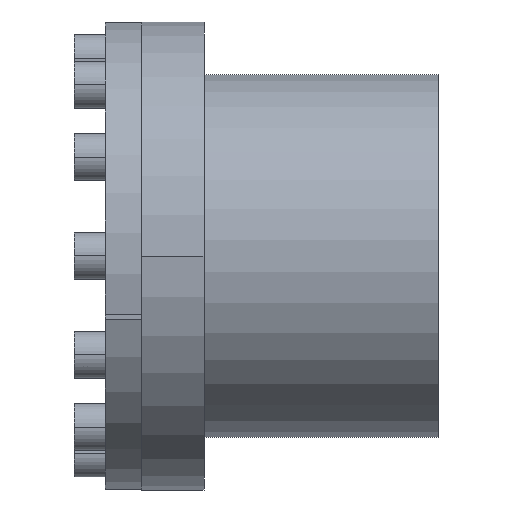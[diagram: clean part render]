
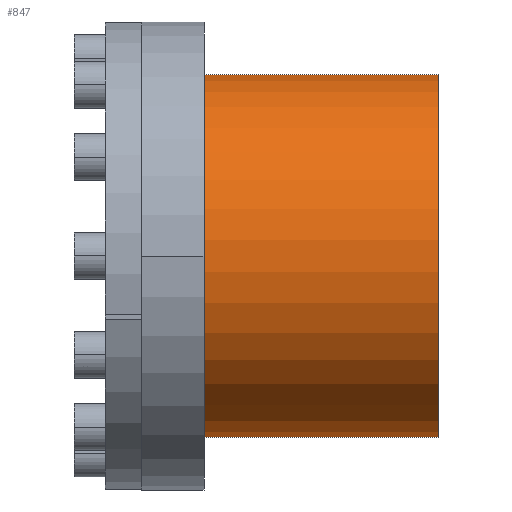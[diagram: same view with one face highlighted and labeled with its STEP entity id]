
A CAD part, front view. The second image highlights one B-rep face of the part: STEP entity #847.
In plain terms, the highlighted cylindrical face has radius 70 mm (diameter 140 mm), a partial arc.
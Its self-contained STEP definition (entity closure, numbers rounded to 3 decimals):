
#263=DIRECTION('',(1.,0.,0.));
#264=VECTOR('',#263,90.);
#265=CARTESIAN_POINT('',(18.5,-67.349,-19.081));
#266=LINE('',#265,#264);
#278=CARTESIAN_POINT('',(18.5,0.,0.));
#279=DIRECTION('',(-1.,0.,0.));
#280=DIRECTION('',(0.,-0.97,-0.245));
#281=AXIS2_PLACEMENT_3D('',#278,#279,#280);
#283=CARTESIAN_POINT('',(108.5,0.,0.));
#284=DIRECTION('',(1.,0.,0.));
#285=DIRECTION('',(0.,-0.962,-0.273));
#286=AXIS2_PLACEMENT_3D('',#283,#284,#285);
#661=DIRECTION('',(1.,0.,0.));
#662=VECTOR('',#661,90.);
#663=CARTESIAN_POINT('',(18.5,-67.867,-17.15));
#664=LINE('',#663,#662);
#697=CARTESIAN_POINT('',(108.5,-67.349,-19.081));
#698=CARTESIAN_POINT('',(108.5,-67.867,-17.15));
#699=VERTEX_POINT('',#697);
#700=VERTEX_POINT('',#698);
#701=CARTESIAN_POINT('',(18.5,-67.867,-17.15));
#702=CARTESIAN_POINT('',(18.5,-67.349,-19.081));
#703=VERTEX_POINT('',#701);
#704=VERTEX_POINT('',#702);
#834=CARTESIAN_POINT('',(-5.425,0.,0.));
#835=DIRECTION('',(1.,0.,0.));
#836=DIRECTION('',(0.,1.,0.));
#837=AXIS2_PLACEMENT_3D('',#834,#835,#836);
#838=CYLINDRICAL_SURFACE('',#837,70.);
#840=ORIENTED_EDGE('',*,*,#839,.T.);
#841=ORIENTED_EDGE('',*,*,#822,.T.);
#842=ORIENTED_EDGE('',*,*,#794,.T.);
#844=ORIENTED_EDGE('',*,*,#843,.F.);
#845=EDGE_LOOP('',(#840,#841,#842,#844));
#846=FACE_OUTER_BOUND('',#845,.F.);
#847=ADVANCED_FACE('',(#846),#838,.T.);
#282=CIRCLE('',#281,70.);
#287=CIRCLE('',#286,70.);
#794=EDGE_CURVE('',#699,#700,#287,.T.);
#822=EDGE_CURVE('',#704,#699,#266,.T.);
#839=EDGE_CURVE('',#703,#704,#282,.T.);
#843=EDGE_CURVE('',#703,#700,#664,.T.);
